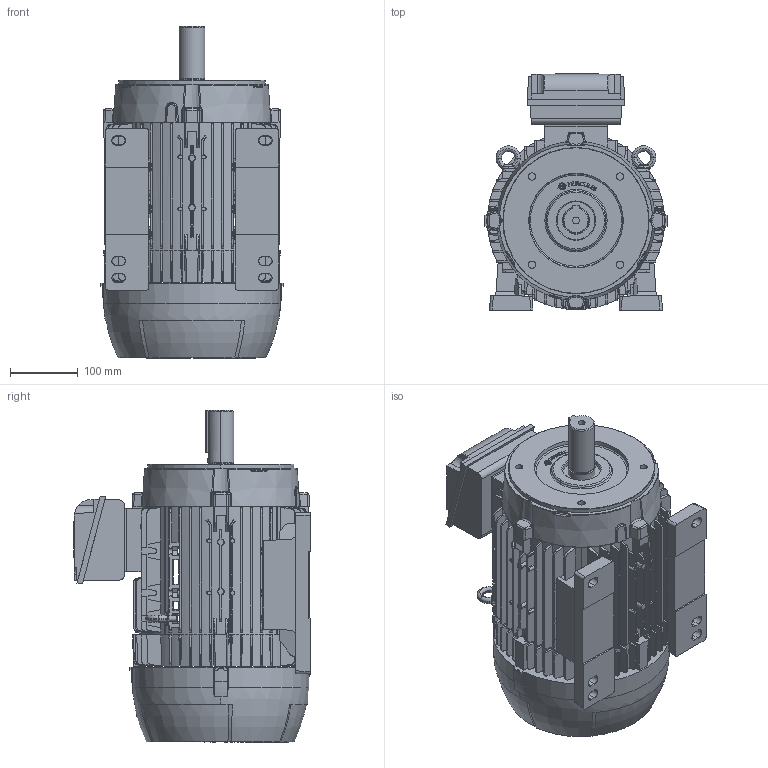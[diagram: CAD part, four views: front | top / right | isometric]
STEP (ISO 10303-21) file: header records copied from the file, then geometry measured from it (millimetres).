
FILE_DESCRIPTION (( 'STEP AP203' ), '1' );
FILE_NAME ('132ML_CP_FC_TOP.STEP', '2022-07-27T12:23:48', ( '' ), ( '' ), 'SwSTEP 2.0', 'SolidWorks 2020', '' );
FILE_SCHEMA (( 'CONFIG_CONTROL_DESIGN' ));
Products named in the file (1): 132ML_CP_FC_TOP
Bounding box: 269.8 x 349.14 x 490 mm (x, y, z)
Surface area: 951911.4 mm2 (no closed solid volume)
Topology: 0 solids, 15 shells, 2004 faces, 6053 edges, 4067 vertices
Faces by surface type: plane 1161, cone 361, bspline 260, cylinder 146, torus 68, sphere 8
Entity records: 78741 total; most frequent: CARTESIAN_POINT 29151, ORIENTED_EDGE 10986, DIRECTION 8696, EDGE_CURVE 6053, VERTEX_POINT 4067, LINE 3042, VECTOR 3042, AXIS2_PLACEMENT_3D 2827
